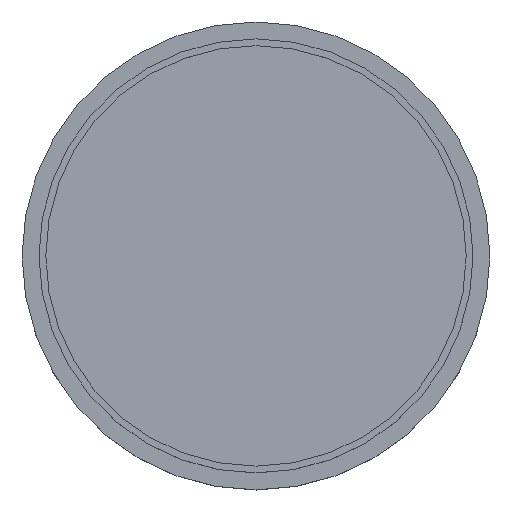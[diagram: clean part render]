
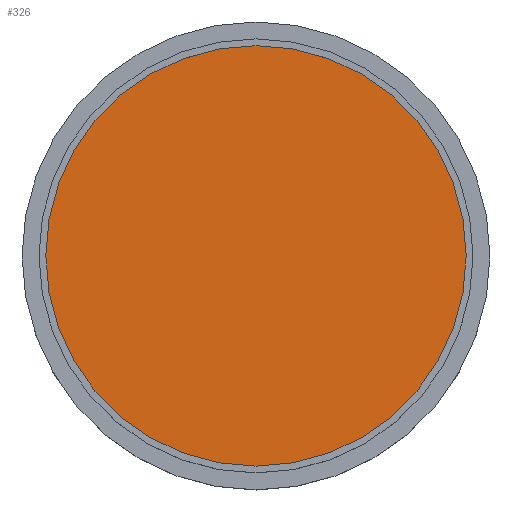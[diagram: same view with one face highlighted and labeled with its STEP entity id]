
A CAD part, top view. The second image highlights one B-rep face of the part: STEP entity #326.
In plain terms, the highlighted planar face has unit normal (0, 0, 1).
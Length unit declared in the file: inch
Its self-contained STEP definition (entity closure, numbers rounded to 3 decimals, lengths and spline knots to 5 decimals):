
#103=CARTESIAN_POINT('',(0.,0.,0.2815));
#104=DIRECTION('',(0.,0.,1.));
#105=DIRECTION('',(1.,0.,0.));
#106=AXIS2_PLACEMENT_3D('',#103,#104,#105);
#108=CARTESIAN_POINT('',(0.,0.,0.2815));
#109=DIRECTION('',(0.,0.,1.));
#110=DIRECTION('',(-1.,0.,0.));
#111=AXIS2_PLACEMENT_3D('',#108,#109,#110);
#129=CARTESIAN_POINT('',(0.61024,0.,0.2815));
#130=CARTESIAN_POINT('',(-0.61024,0.,0.2815));
#131=VERTEX_POINT('',#129);
#132=VERTEX_POINT('',#130);
#317=CARTESIAN_POINT('',(0.,0.,0.2815));
#318=DIRECTION('',(0.,0.,1.));
#319=DIRECTION('',(1.,0.,0.));
#320=AXIS2_PLACEMENT_3D('',#317,#318,#319);
#321=PLANE('',#320);
#322=ORIENTED_EDGE('',*,*,#297,.F.);
#323=ORIENTED_EDGE('',*,*,#311,.F.);
#324=EDGE_LOOP('',(#322,#323));
#325=FACE_OUTER_BOUND('',#324,.F.);
#326=ADVANCED_FACE('',(#325),#321,.T.);
#107=CIRCLE('',#106,0.61024);
#112=CIRCLE('',#111,0.61024);
#297=EDGE_CURVE('',#131,#132,#107,.T.);
#311=EDGE_CURVE('',#132,#131,#112,.T.);
